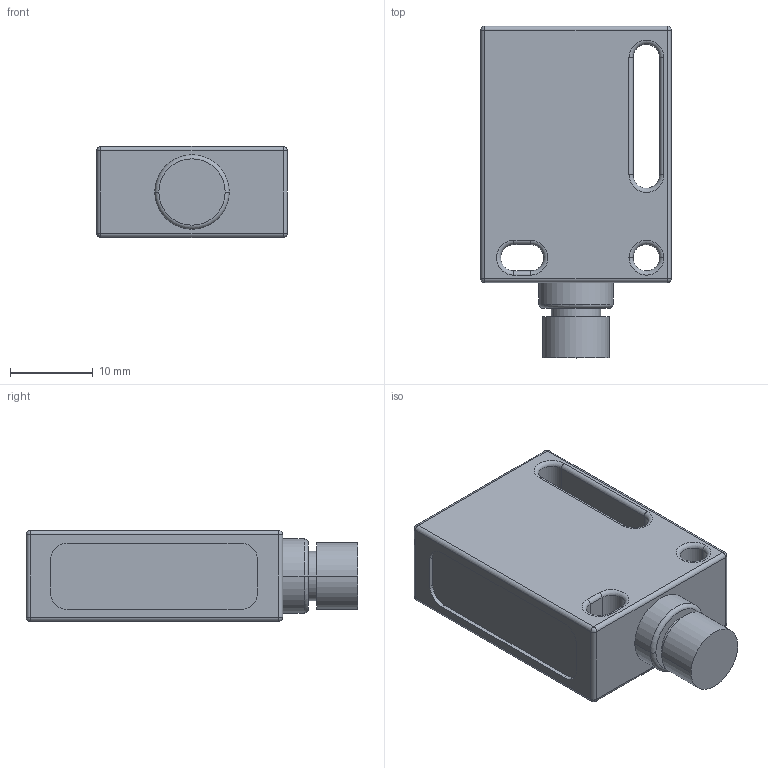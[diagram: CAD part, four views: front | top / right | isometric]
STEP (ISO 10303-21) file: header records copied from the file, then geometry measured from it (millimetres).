
FILE_DESCRIPTION((''),'2;1');
FILE_NAME('M7_E_F400419B','2006-01-03T',('Pepperl+Fuchs'),('Industriehansa'),'PRO/ENGINEER BY PARAMETRIC TECHNOLOGY CORPORATION, 2005290','PRO/ENGINEER BY PARAMETRIC TECHNOLOGY CORPORATION, 2005290','');
FILE_SCHEMA(('AUTOMOTIVE_DESIGN_CC2 { 1 2 10303 214 -1 1 5 2 }'));
Length unit declared in the file: millimetre
Products named in the file (1): M7_E_F400419B
Bounding box: 23 x 40.1 x 11 mm (x, y, z)
Volume: 7363.7 mm3; surface area: 3369.2 mm2
Topology: 1 solids, 1 shells, 76 faces, 173 edges, 112 vertices
Faces by surface type: cylinder 36, plane 18, torus 14, sphere 8
Entity records: 2829 total; most frequent: DIRECTION 419, CARTESIAN_POINT 345, ORIENTED_EDGE 328, PRESENTATION_STYLE_ASSIGNMENT 186, STYLED_ITEM 180, CURVE_STYLE 175, AXIS2_PLACEMENT_3D 169, EDGE_CURVE 164
